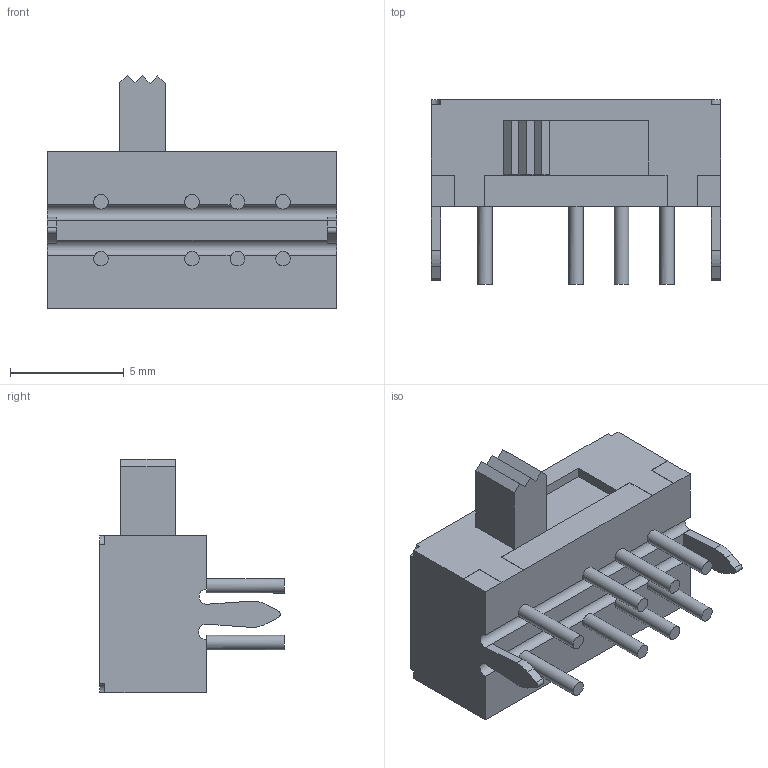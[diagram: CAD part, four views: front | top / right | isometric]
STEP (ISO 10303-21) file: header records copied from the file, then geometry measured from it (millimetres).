
FILE_DESCRIPTION(/* description */ ('Unknown'),/* implementation_level */ '2;1');
FILE_NAME(/* name */ 'Switch - Selector',/* time_stamp */ '2018-10-30T16:21:49-04:00',/* author */ ('Unknown'),/* organization */ ('Unknown'),/* preprocessor_version */ 'ST-DEVELOPER v16.7',/* originating_system */ 'DEX',/* authorisation */ $);
FILE_SCHEMA (('AUTOMOTIVE_DESIGN {1 0 10303 214 3 1 1}'));
Length unit declared in the file: millimetre
Products named in the file (1): Switch - Selector
Bounding box: 12.7 x 8.1 x 10.26 mm (x, y, z)
Volume: 428 mm3; surface area: 493.2 mm2
Topology: 1 solids, 21 shells, 254 faces, 615 edges, 403 vertices
Faces by surface type: plane 195, bspline 39, cylinder 20
Full cylindrical faces by diameter (mm): 0.635 x8
Entity records: 10407 total; most frequent: CARTESIAN_POINT 3362, ORIENTED_EDGE 1190, DIRECTION 811, EDGE_CURVE 595, VERTEX_POINT 395, LINE 283, VECTOR 283, EDGE_LOOP 278
